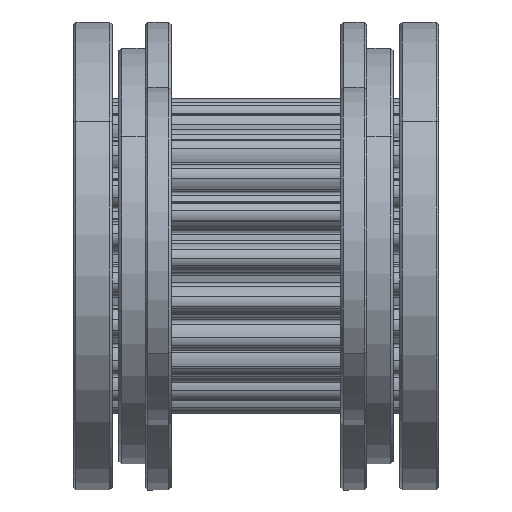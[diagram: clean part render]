
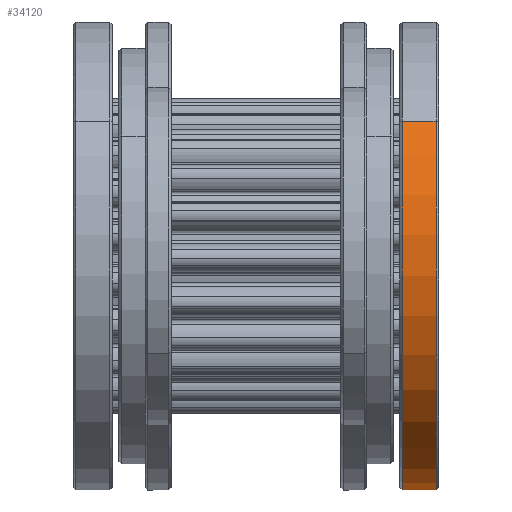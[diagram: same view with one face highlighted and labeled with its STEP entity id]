
A CAD part, left-side view. The second image highlights one B-rep face of the part: STEP entity #34120.
In plain terms, the highlighted cylindrical face has radius 9 mm (diameter 18 mm), a partial arc.
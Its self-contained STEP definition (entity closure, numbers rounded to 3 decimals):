
#629 = ORIENTED_EDGE ( 'NONE', *, *, #33670, .T. ) ;
#1795 = DIRECTION ( 'NONE',  ( 0., 1., 0. ) ) ;
#3543 = VECTOR ( 'NONE', #1795, 1000. ) ;
#5027 = VECTOR ( 'NONE', #39217, 1000. ) ;
#6754 = FACE_OUTER_BOUND ( 'NONE', #23658, .T. ) ;
#6954 = DIRECTION ( 'NONE',  ( 0., 0., 1. ) ) ;
#7335 = CARTESIAN_POINT ( 'NONE',  ( 0., 7., 0. ) ) ;
#8838 = EDGE_CURVE ( 'NONE', #33654, #16935, #28953, .T. ) ;
#9909 = CARTESIAN_POINT ( 'NONE',  ( 0., -5.6, 0. ) ) ;
#11900 = ORIENTED_EDGE ( 'NONE', *, *, #8838, .T. ) ;
#12614 = DIRECTION ( 'NONE',  ( 0., 0., -1. ) ) ;
#14514 = DIRECTION ( 'NONE',  ( 0., 1., 0. ) ) ;
#15828 = VERTEX_POINT ( 'NONE', #28116 ) ;
#16935 = VERTEX_POINT ( 'NONE', #39512 ) ;
#20919 = CARTESIAN_POINT ( 'NONE',  ( 0., -6.9, 0. ) ) ;
#21024 = CYLINDRICAL_SURFACE ( 'NONE', #38862, 9. ) ;
#21333 = CARTESIAN_POINT ( 'NONE',  ( 0., 7., 9. ) ) ;
#21476 = CIRCLE ( 'NONE', #29121, 9. ) ;
#23658 = EDGE_LOOP ( 'NONE', ( #629, #11900, #38635, #32822 ) ) ;
#24594 = CIRCLE ( 'NONE', #26015, 9. ) ;
#26015 = AXIS2_PLACEMENT_3D ( 'NONE', #20919, #14514, #6954 ) ;
#26445 = CARTESIAN_POINT ( 'NONE',  ( 0., -6.9, -9. ) ) ;
#28116 = CARTESIAN_POINT ( 'NONE',  ( 0., -5.6, 9. ) ) ;
#28936 = EDGE_CURVE ( 'NONE', #16935, #15828, #21476, .T. ) ;
#28953 = LINE ( 'NONE', #39503, #5027 ) ;
#29098 = VERTEX_POINT ( 'NONE', #39491 ) ;
#29121 = AXIS2_PLACEMENT_3D ( 'NONE', #9909, #35347, #12614 ) ;
#30104 = DIRECTION ( 'NONE',  ( 0., 1., 0. ) ) ;
#32822 = ORIENTED_EDGE ( 'NONE', *, *, #35396, .F. ) ;
#33654 = VERTEX_POINT ( 'NONE', #26445 ) ;
#33670 = EDGE_CURVE ( 'NONE', #29098, #33654, #24594, .T. ) ;
#34120 = ADVANCED_FACE ( 'NONE', ( #6754 ), #21024, .T. ) ;
#35347 = DIRECTION ( 'NONE',  ( 0., -1., 0. ) ) ;
#35396 = EDGE_CURVE ( 'NONE', #29098, #15828, #35642, .T. ) ;
#35642 = LINE ( 'NONE', #21333, #3543 ) ;
#36346 = DIRECTION ( 'NONE',  ( 0., 0., 1. ) ) ;
#38635 = ORIENTED_EDGE ( 'NONE', *, *, #28936, .T. ) ;
#38862 = AXIS2_PLACEMENT_3D ( 'NONE', #7335, #30104, #36346 ) ;
#39217 = DIRECTION ( 'NONE',  ( 0., 1., 0. ) ) ;
#39491 = CARTESIAN_POINT ( 'NONE',  ( 0., -6.9, 9. ) ) ;
#39503 = CARTESIAN_POINT ( 'NONE',  ( 0., 7., -9. ) ) ;
#39512 = CARTESIAN_POINT ( 'NONE',  ( 0., -5.6, -9. ) ) ;
